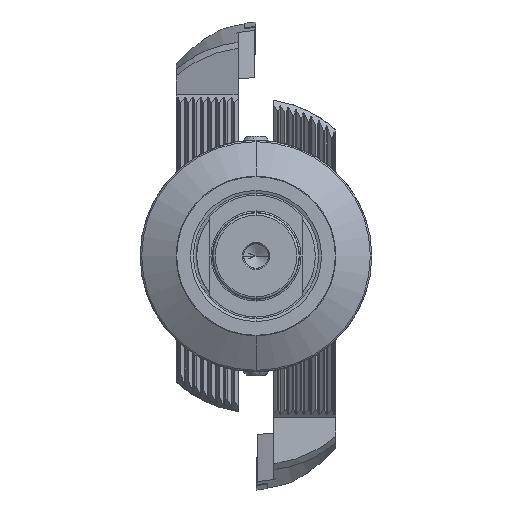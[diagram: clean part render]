
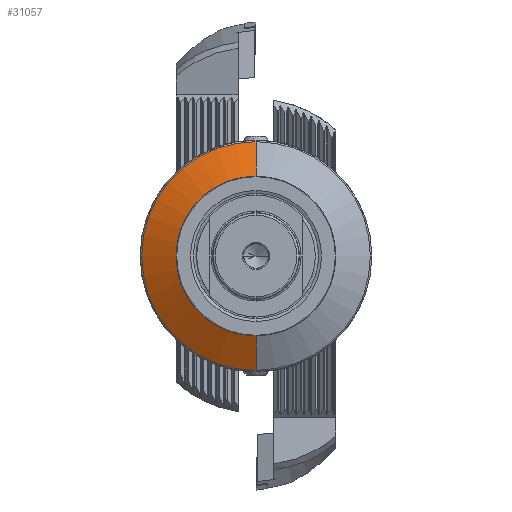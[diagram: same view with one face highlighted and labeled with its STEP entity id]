
A CAD part, left-side view. The second image highlights one B-rep face of the part: STEP entity #31057.
In plain terms, the highlighted conical face has half-angle 60 degrees and reference radius 39.5 mm.
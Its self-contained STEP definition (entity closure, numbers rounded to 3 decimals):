
#48 = AXIS2_PLACEMENT_3D ( 'NONE', #13000, #12959, #12924 ) ;
#1290 = EDGE_LOOP ( 'NONE', ( #15321, #2094, #27240, #6530 ) ) ;
#2094 = ORIENTED_EDGE ( 'NONE', *, *, #18681, .T. ) ;
#5100 = VERTEX_POINT ( 'NONE', #28129 ) ;
#6530 = ORIENTED_EDGE ( 'NONE', *, *, #20536, .F. ) ;
#8401 = AXIS2_PLACEMENT_3D ( 'NONE', #23770, #15546, #18234 ) ;
#10272 = CARTESIAN_POINT ( 'NONE',  ( 30.054, 0., -27.593 ) ) ;
#10549 = CARTESIAN_POINT ( 'NONE',  ( 36.928, 0., 39.5 ) ) ;
#12037 = EDGE_CURVE ( 'NONE', #24813, #5100, #29572, .T. ) ;
#12924 = DIRECTION ( 'NONE',  ( 0., 0., 1. ) ) ;
#12959 = DIRECTION ( 'NONE',  ( -1., 0., 0. ) ) ;
#13000 = CARTESIAN_POINT ( 'NONE',  ( 36.928, 0., 0. ) ) ;
#13640 = CONICAL_SURFACE ( 'NONE', #8401, 39.5, 1.047 ) ;
#14948 = CARTESIAN_POINT ( 'NONE',  ( 30.054, 0., 0. ) ) ;
#15321 = ORIENTED_EDGE ( 'NONE', *, *, #17034, .F. ) ;
#15546 = DIRECTION ( 'NONE',  ( 1., 0., 0. ) ) ;
#16135 = CARTESIAN_POINT ( 'NONE',  ( 36.928, 0., -39.5 ) ) ;
#17034 = EDGE_CURVE ( 'NONE', #25502, #35718, #18381, .T. ) ;
#17787 = DIRECTION ( 'NONE',  ( 0., 0., 1. ) ) ;
#18234 = DIRECTION ( 'NONE',  ( 0., 0., -1. ) ) ;
#18381 = CIRCLE ( 'NONE', #22049, 27.593 ) ;
#18681 = EDGE_CURVE ( 'NONE', #25502, #24813, #34291, .T. ) ;
#19948 = DIRECTION ( 'NONE',  ( 0.5, 0., 0.866 ) ) ;
#20536 = EDGE_CURVE ( 'NONE', #35718, #5100, #35560, .T. ) ;
#21977 = FACE_OUTER_BOUND ( 'NONE', #1290, .T. ) ;
#22049 = AXIS2_PLACEMENT_3D ( 'NONE', #14948, #34661, #17787 ) ;
#22413 = CARTESIAN_POINT ( 'NONE',  ( 36.928, 0., 39.5 ) ) ;
#23770 = CARTESIAN_POINT ( 'NONE',  ( 36.928, 0., 0. ) ) ;
#24813 = VERTEX_POINT ( 'NONE', #10549 ) ;
#25502 = VERTEX_POINT ( 'NONE', #31255 ) ;
#26813 = VECTOR ( 'NONE', #19948, 1000. ) ;
#27240 = ORIENTED_EDGE ( 'NONE', *, *, #12037, .T. ) ;
#28105 = VECTOR ( 'NONE', #35930, 1000. ) ;
#28129 = CARTESIAN_POINT ( 'NONE',  ( 36.928, 0., -39.5 ) ) ;
#29572 = CIRCLE ( 'NONE', #48, 39.5 ) ;
#31057 = ADVANCED_FACE ( 'NONE', ( #21977 ), #13640, .T. ) ;
#31255 = CARTESIAN_POINT ( 'NONE',  ( 30.054, 0., 27.593 ) ) ;
#34291 = LINE ( 'NONE', #22413, #26813 ) ;
#34661 = DIRECTION ( 'NONE',  ( -1., 0., 0. ) ) ;
#35560 = LINE ( 'NONE', #16135, #28105 ) ;
#35718 = VERTEX_POINT ( 'NONE', #10272 ) ;
#35930 = DIRECTION ( 'NONE',  ( 0.5, 0., -0.866 ) ) ;
